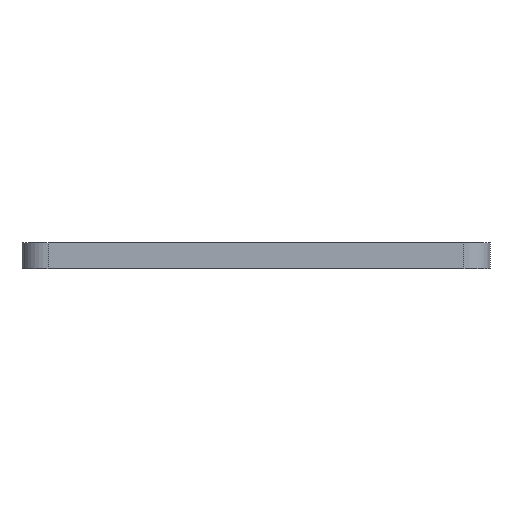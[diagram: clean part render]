
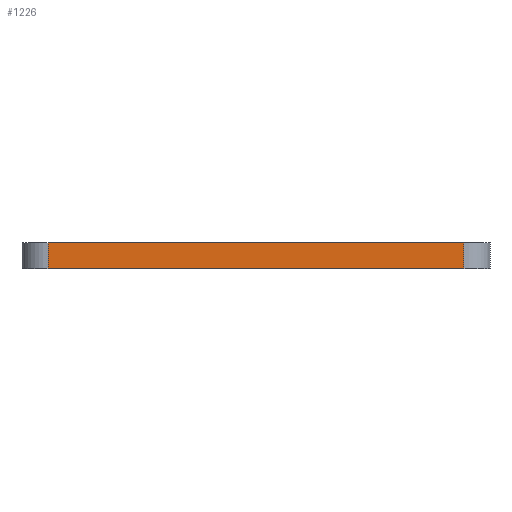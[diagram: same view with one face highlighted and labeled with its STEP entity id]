
A CAD part, left-side view. The second image highlights one B-rep face of the part: STEP entity #1226.
In plain terms, the highlighted planar face has unit normal (-1, 0, 0).
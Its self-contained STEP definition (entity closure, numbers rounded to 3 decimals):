
#130 = VECTOR ( 'NONE', #318, 1000. ) ;
#163 = LINE ( 'NONE', #963, #1066 ) ;
#171 = DIRECTION ( 'NONE',  ( 0., 0., -1. ) ) ;
#177 = EDGE_CURVE ( 'NONE', #1465, #405, #1308, .T. ) ;
#195 = FACE_OUTER_BOUND ( 'NONE', #1129, .T. ) ;
#204 = ORIENTED_EDGE ( 'NONE', *, *, #177, .T. ) ;
#293 = ORIENTED_EDGE ( 'NONE', *, *, #704, .T. ) ;
#302 = CARTESIAN_POINT ( 'NONE',  ( -29.5, -18., 3. ) ) ;
#311 = DIRECTION ( 'NONE',  ( 0., 0., -1. ) ) ;
#318 = DIRECTION ( 'NONE',  ( 0., -1., 0. ) ) ;
#334 = CARTESIAN_POINT ( 'NONE',  ( -29.5, -18., 1. ) ) ;
#368 = AXIS2_PLACEMENT_3D ( 'NONE', #302, #887, #311 ) ;
#405 = VERTEX_POINT ( 'NONE', #815 ) ;
#515 = DIRECTION ( 'NONE',  ( 0., 0., 1. ) ) ;
#526 = LINE ( 'NONE', #334, #130 ) ;
#583 = VECTOR ( 'NONE', #515, 1000. ) ;
#586 = CARTESIAN_POINT ( 'NONE',  ( -29.5, 16., 1. ) ) ;
#663 = VERTEX_POINT ( 'NONE', #998 ) ;
#704 = EDGE_CURVE ( 'NONE', #859, #1465, #526, .T. ) ;
#801 = EDGE_CURVE ( 'NONE', #663, #405, #1470, .T. ) ;
#815 = CARTESIAN_POINT ( 'NONE',  ( -29.5, -16., 3. ) ) ;
#859 = VERTEX_POINT ( 'NONE', #586 ) ;
#887 = DIRECTION ( 'NONE',  ( 1., 0., 0. ) ) ;
#889 = CARTESIAN_POINT ( 'NONE',  ( -29.5, -18., 3. ) ) ;
#895 = DIRECTION ( 'NONE',  ( 0., -1., 0. ) ) ;
#963 = CARTESIAN_POINT ( 'NONE',  ( -29.5, 16., 3. ) ) ;
#998 = CARTESIAN_POINT ( 'NONE',  ( -29.5, 16., 3. ) ) ;
#1026 = PLANE ( 'NONE',  #368 ) ;
#1066 = VECTOR ( 'NONE', #171, 1000. ) ;
#1079 = ORIENTED_EDGE ( 'NONE', *, *, #1407, .T. ) ;
#1114 = VECTOR ( 'NONE', #895, 1000. ) ;
#1129 = EDGE_LOOP ( 'NONE', ( #1079, #293, #204, #1434 ) ) ;
#1226 = ADVANCED_FACE ( 'NONE', ( #195 ), #1026, .F. ) ;
#1308 = LINE ( 'NONE', #1420, #583 ) ;
#1314 = CARTESIAN_POINT ( 'NONE',  ( -29.5, -16., 1. ) ) ;
#1407 = EDGE_CURVE ( 'NONE', #663, #859, #163, .T. ) ;
#1420 = CARTESIAN_POINT ( 'NONE',  ( -29.5, -16., 3. ) ) ;
#1434 = ORIENTED_EDGE ( 'NONE', *, *, #801, .F. ) ;
#1465 = VERTEX_POINT ( 'NONE', #1314 ) ;
#1470 = LINE ( 'NONE', #889, #1114 ) ;
